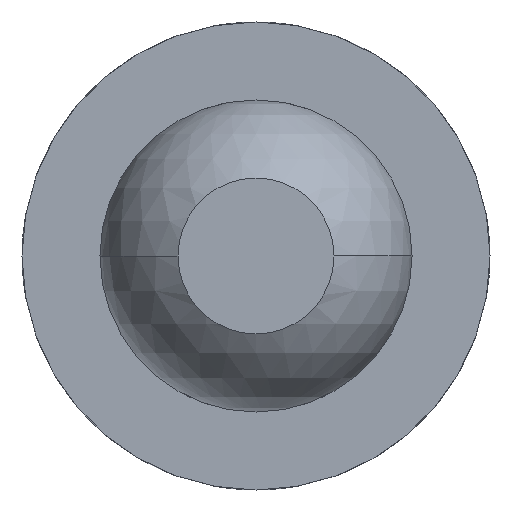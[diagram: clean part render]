
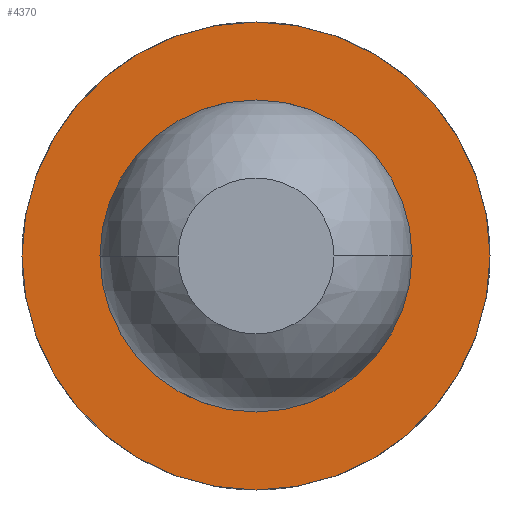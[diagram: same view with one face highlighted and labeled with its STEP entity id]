
A CAD part, front view. The second image highlights one B-rep face of the part: STEP entity #4370.
In plain terms, the highlighted planar face has unit normal (0, -1, 0).
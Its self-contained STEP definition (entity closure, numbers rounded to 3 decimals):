
#53 = CARTESIAN_POINT ( 'NONE',  ( 0., 5.3, 0.25 ) ) ;
#215 = DIRECTION ( 'NONE',  ( 0., 1., 0. ) ) ;
#222 = ORIENTED_EDGE ( 'NONE', *, *, #2424, .T. ) ;
#247 = EDGE_CURVE ( 'Defeature ausgef�hrt4_14+Defeature ausgef�hrt4_4+Defeature ausgef�hrt4_4+Defeature ausgef�hrt4_4', #2532, #4302, #978, .T. ) ;
#406 = DIRECTION ( 'NONE',  ( 0., 0., 1. ) ) ;
#425 = EDGE_LOOP ( 'NONE', ( #222, #2620 ) ) ;
#568 = CIRCLE ( 'NONE', #2411, 0.25 ) ;
#618 = CARTESIAN_POINT ( 'NONE',  ( 0., 5.3, 0. ) ) ;
#786 = EDGE_LOOP ( 'NONE', ( #1624, #4515 ) ) ;
#978 = CIRCLE ( 'NONE', #2783, 0.25 ) ;
#1033 = DIRECTION ( 'NONE',  ( 0., 1., 0. ) ) ;
#1038 = AXIS2_PLACEMENT_3D ( 'NONE', #1175, #215, #3040 ) ;
#1175 = CARTESIAN_POINT ( 'NONE',  ( 0.75, 5.3, 0. ) ) ;
#1357 = DIRECTION ( 'NONE',  ( 0., 0., 1. ) ) ;
#1624 = ORIENTED_EDGE ( 'NONE', *, *, #3925, .F. ) ;
#1787 = FACE_OUTER_BOUND ( 'NONE', #786, .T. ) ;
#1791 = DIRECTION ( 'NONE',  ( 0., 0., 1. ) ) ;
#1807 = DIRECTION ( 'NONE',  ( 0., 1., 0. ) ) ;
#2117 = CARTESIAN_POINT ( 'NONE',  ( 0., 5.3, 0. ) ) ;
#2247 = VERTEX_POINT ( 'NONE', #4151 ) ;
#2355 = AXIS2_PLACEMENT_3D ( 'NONE', #618, #3417, #1357 ) ;
#2411 = AXIS2_PLACEMENT_3D ( 'NONE', #3222, #1807, #406 ) ;
#2424 = EDGE_CURVE ( 'Defeature ausgef�hrt4_14+Defeature ausgef�hrt4_4+Defeature ausgef�hrt4_4+Defeature ausgef�hrt4_4', #4302, #2532, #568, .T. ) ;
#2532 = VERTEX_POINT ( 'NONE', #3974 ) ;
#2560 = FACE_BOUND ( 'NONE', #425, .T. ) ;
#2620 = ORIENTED_EDGE ( 'NONE', *, *, #247, .T. ) ;
#2783 = AXIS2_PLACEMENT_3D ( 'NONE', #2117, #3840, #1791 ) ;
#3034 = CIRCLE ( 'NONE', #2355, 0.75 ) ;
#3040 = DIRECTION ( 'NONE',  ( 0., 0., 1. ) ) ;
#3222 = CARTESIAN_POINT ( 'NONE',  ( 0., 5.3, 0. ) ) ;
#3298 = PLANE ( 'NONE',  #1038 ) ;
#3417 = DIRECTION ( 'NONE',  ( 0., 1., 0. ) ) ;
#3423 = VERTEX_POINT ( 'NONE', #4227 ) ;
#3519 = DIRECTION ( 'NONE',  ( 0., 0., 1. ) ) ;
#3840 = DIRECTION ( 'NONE',  ( 0., 1., 0. ) ) ;
#3925 = EDGE_CURVE ( 'Defeature ausgef�hrt4_13+Defeature ausgef�hrt4_14+Defeature ausgef�hrt4_14+Defeature ausgef�hrt4_14', #2247, #3423, #3034, .T. ) ;
#3974 = CARTESIAN_POINT ( 'NONE',  ( 0., 5.3, -0.25 ) ) ;
#4054 = EDGE_CURVE ( 'Defeature ausgef�hrt4_13+Defeature ausgef�hrt4_14+Defeature ausgef�hrt4_14+Defeature ausgef�hrt4_14', #3423, #2247, #4126, .T. ) ;
#4073 = AXIS2_PLACEMENT_3D ( 'NONE', #4532, #1033, #3519 ) ;
#4126 = CIRCLE ( 'NONE', #4073, 0.75 ) ;
#4151 = CARTESIAN_POINT ( 'NONE',  ( 0., 5.3, 0.75 ) ) ;
#4227 = CARTESIAN_POINT ( 'NONE',  ( 0., 5.3, -0.75 ) ) ;
#4302 = VERTEX_POINT ( 'NONE', #53 ) ;
#4370 = ADVANCED_FACE ( 'Defeature ausgef�hrt4_14', ( #1787, #2560 ), #3298, .F. ) ;
#4515 = ORIENTED_EDGE ( 'NONE', *, *, #4054, .F. ) ;
#4532 = CARTESIAN_POINT ( 'NONE',  ( 0., 5.3, 0. ) ) ;
